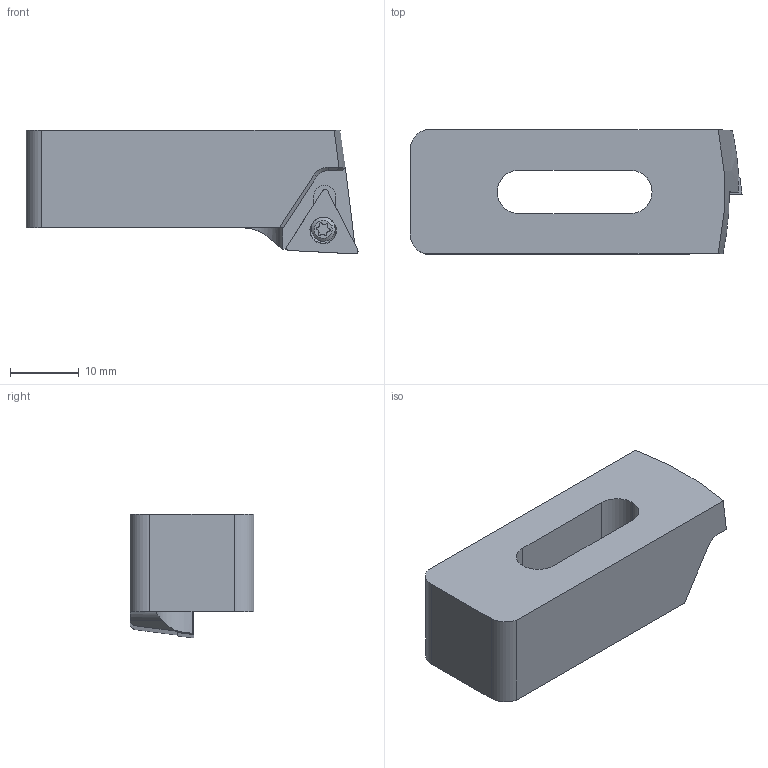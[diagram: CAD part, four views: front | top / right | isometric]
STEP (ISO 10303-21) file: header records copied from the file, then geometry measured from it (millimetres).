
FILE_DESCRIPTION(('no description'),'unknown implementation level');
FILE_NAME('B41D0431-C2E6-4076-A8B9-DF09A216D7DA_export.stp',' ',('CIMSOURCE GmbH'),('CADClick - KiM GmbH - www.kimweb.de'),'unknown preprocess','ACIS','unknown authorization');
FILE_SCHEMA(('automotive_design'));
Length unit declared in the file: millimetre
Products named in the file (5): 627.161 Kaiser WPH EWB 68 UP|694.122 Kaiser ETL M2.5x6.5 T7 IP 10S;Kreismuster1; 627.161 Kaiser WPH EWB 68 UP|655.383 Kaiser TCGT 110204 K10C;Kombinieren1; 627.161 Kaiser WPH EWB 68 UP|627.161 Kaiser WPH EWB 68 UP-2;Fase5; 627.161 Kaiser WPH EWB 68 UP|627.161 Kaiser WPH EWB 68 UP-1;<N016.05 (TC 1102) PLS rechts Freistellung neutral>-<<655.321>-<Kombinieren1>>; 627.161 Kaiser WPH EWB 68 UP|627.161 Kaiser WPH EWB 68 UP;<N016.05 (TC 1102) PLS rechts Freistellung neutral>-<<0640.021>-<Kombinieren1>>
Bounding box: 48.2 x 18 x 18 mm (x, y, z)
Volume: 9328 mm3; surface area: 4684.8 mm2
Topology: 5 solids, 5 shells, 142 faces, 351 edges, 222 vertices
Faces by surface type: plane 46, cylinder 45, cone 40, torus 10, bspline 1
Entity records: 8905 total; most frequent: CARTESIAN_POINT 1261, DIRECTION 811, STYLED_ITEM 720, PRESENTATION_STYLE_ASSIGNMENT 720, COLOUR_RGB 720, ORIENTED_EDGE 702, EDGE_CURVE 351, CURVE_STYLE 351
